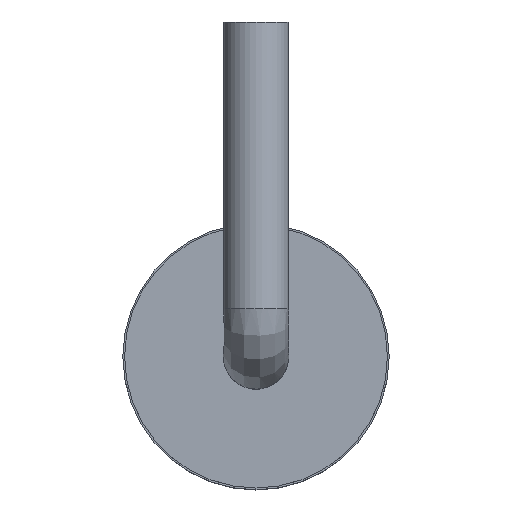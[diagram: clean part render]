
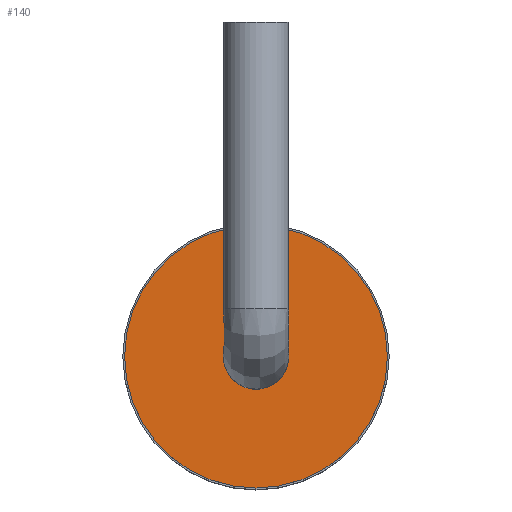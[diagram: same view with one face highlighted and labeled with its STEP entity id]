
A CAD part, top view. The second image highlights one B-rep face of the part: STEP entity #140.
In plain terms, the highlighted planar face has unit normal (0, 0, 1).
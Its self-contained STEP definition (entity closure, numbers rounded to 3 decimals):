
#47 = VERTEX_POINT('',#48);
#48 = CARTESIAN_POINT('',(2.65,0.,4.75));
#55 = CYLINDRICAL_SURFACE('',#56,2.65);
#56 = AXIS2_PLACEMENT_3D('',#57,#58,#59);
#57 = CARTESIAN_POINT('',(0.,0.,-4.75));
#58 = DIRECTION('',(-0.,-0.,-1.));
#59 = DIRECTION('',(1.,0.,0.));
#74 = EDGE_CURVE('',#47,#47,#75,.T.);
#75 = SURFACE_CURVE('',#76,(#81,#88),.PCURVE_S1.);
#76 = CIRCLE('',#77,2.65);
#77 = AXIS2_PLACEMENT_3D('',#78,#79,#80);
#78 = CARTESIAN_POINT('',(0.,0.,4.75));
#79 = DIRECTION('',(0.,0.,1.));
#80 = DIRECTION('',(1.,0.,0.));
#81 = PCURVE('',#55,#82);
#82 = DEFINITIONAL_REPRESENTATION('',(#83),#87);
#83 = LINE('',#84,#85);
#84 = CARTESIAN_POINT('',(-0.,-9.5));
#85 = VECTOR('',#86,1.);
#86 = DIRECTION('',(-1.,0.));
#87 = ( GEOMETRIC_REPRESENTATION_CONTEXT(2) 
PARAMETRIC_REPRESENTATION_CONTEXT() REPRESENTATION_CONTEXT('2D SPACE',''
  ) );
#88 = PCURVE('',#89,#94);
#89 = PLANE('',#90);
#90 = AXIS2_PLACEMENT_3D('',#91,#92,#93);
#91 = CARTESIAN_POINT('',(2.65,0.,4.75));
#92 = DIRECTION('',(0.,0.,-1.));
#93 = DIRECTION('',(-1.,0.,0.));
#94 = DEFINITIONAL_REPRESENTATION('',(#95),#103);
#95 = ( BOUNDED_CURVE() B_SPLINE_CURVE(2,(#96,#97,#98,#99,#100,#101,#102
),.UNSPECIFIED.,.F.,.F.) B_SPLINE_CURVE_WITH_KNOTS((1,2,2,2,2,1),(
    -2.094,0.,2.094,4.189,6.283,
8.378),.UNSPECIFIED.) CURVE() GEOMETRIC_REPRESENTATION_ITEM() 
RATIONAL_B_SPLINE_CURVE((1.,0.5,1.,0.5,1.,0.5,1.)) REPRESENTATION_ITEM(
  '') );
#96 = CARTESIAN_POINT('',(0.,0.));
#97 = CARTESIAN_POINT('',(0.,4.59));
#98 = CARTESIAN_POINT('',(3.975,2.295));
#99 = CARTESIAN_POINT('',(7.95,0.));
#100 = CARTESIAN_POINT('',(3.975,-2.295));
#101 = CARTESIAN_POINT('',(0.,-4.59));
#102 = CARTESIAN_POINT('',(0.,0.));
#103 = ( GEOMETRIC_REPRESENTATION_CONTEXT(2) 
PARAMETRIC_REPRESENTATION_CONTEXT() REPRESENTATION_CONTEXT('2D SPACE',''
  ) );
#140 = ADVANCED_FACE('',(#141),#89,.F.);
#141 = FACE_BOUND('',#142,.T.);
#142 = EDGE_LOOP('',(#143));
#143 = ORIENTED_EDGE('',*,*,#74,.T.);
